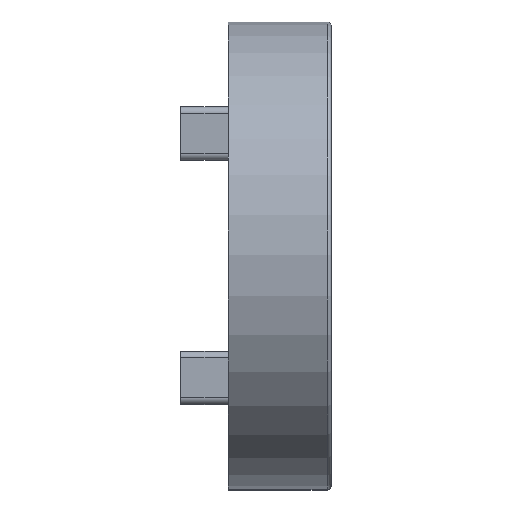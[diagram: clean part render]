
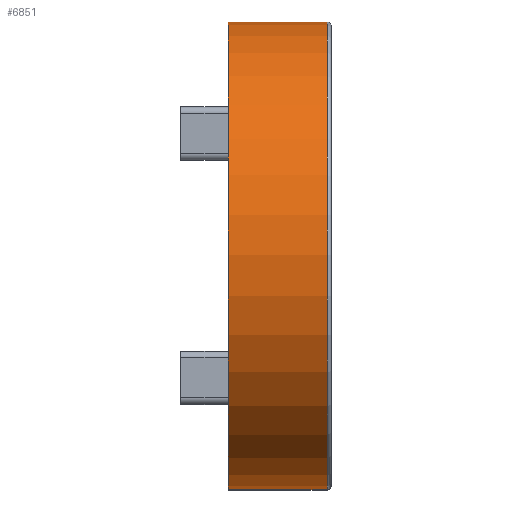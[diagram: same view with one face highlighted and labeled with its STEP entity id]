
A CAD part, top view. The second image highlights one B-rep face of the part: STEP entity #6851.
In plain terms, the highlighted cylindrical face has radius 17.25 mm (diameter 34.5 mm), a partial arc.
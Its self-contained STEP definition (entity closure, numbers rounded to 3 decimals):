
#710 = CARTESIAN_POINT ( 'NONE',  ( 7.3, 0., 20.25 ) ) ;
#741 = EDGE_CURVE ( 'NONE', #20518, #21707, #17577, .T. ) ;
#898 = AXIS2_PLACEMENT_3D ( 'NONE', #710, #17458, #942 ) ;
#942 = DIRECTION ( 'NONE',  ( 0., 0., -1. ) ) ;
#1116 = DIRECTION ( 'NONE',  ( -1., 0., 0. ) ) ;
#3116 = CIRCLE ( 'NONE', #20529, 17.25 ) ;
#3833 = EDGE_CURVE ( 'NONE', #20151, #11093, #7399, .T. ) ;
#4399 = ORIENTED_EDGE ( 'NONE', *, *, #3833, .F. ) ;
#4628 = ORIENTED_EDGE ( 'NONE', *, *, #6258, .T. ) ;
#5069 = CIRCLE ( 'NONE', #898, 17.25 ) ;
#5737 = CYLINDRICAL_SURFACE ( 'NONE', #16159, 17.25 ) ;
#5860 = ORIENTED_EDGE ( 'NONE', *, *, #741, .T. ) ;
#6220 = CARTESIAN_POINT ( 'NONE',  ( 7.3, -17.25, 20.25 ) ) ;
#6258 = EDGE_CURVE ( 'NONE', #21707, #11093, #3116, .T. ) ;
#6666 = CARTESIAN_POINT ( 'NONE',  ( 0., -17.25, 20.25 ) ) ;
#6851 = ADVANCED_FACE ( 'NONE', ( #9728 ), #5737, .T. ) ;
#7374 = DIRECTION ( 'NONE',  ( 1., 0., 0. ) ) ;
#7399 = LINE ( 'NONE', #7651, #18182 ) ;
#7651 = CARTESIAN_POINT ( 'NONE',  ( 7.6, -17.25, 20.25 ) ) ;
#9728 = FACE_OUTER_BOUND ( 'NONE', #16091, .T. ) ;
#9817 = CARTESIAN_POINT ( 'NONE',  ( 7.3, 17.25, 20.25 ) ) ;
#10837 = ORIENTED_EDGE ( 'NONE', *, *, #17141, .T. ) ;
#11093 = VERTEX_POINT ( 'NONE', #6666 ) ;
#12574 = VECTOR ( 'NONE', #1116, 1000. ) ;
#13460 = DIRECTION ( 'NONE',  ( -1., 0., 0. ) ) ;
#14292 = CARTESIAN_POINT ( 'NONE',  ( 7.6, 17.25, 20.25 ) ) ;
#15702 = DIRECTION ( 'NONE',  ( -1., 0., 0. ) ) ;
#15725 = DIRECTION ( 'NONE',  ( 0., 0., 1. ) ) ;
#16091 = EDGE_LOOP ( 'NONE', ( #4399, #10837, #5860, #4628 ) ) ;
#16159 = AXIS2_PLACEMENT_3D ( 'NONE', #20172, #13460, #15725 ) ;
#17141 = EDGE_CURVE ( 'NONE', #20151, #20518, #5069, .T. ) ;
#17352 = CARTESIAN_POINT ( 'NONE',  ( 0., 17.25, 20.25 ) ) ;
#17428 = CARTESIAN_POINT ( 'NONE',  ( 0., 0., 20.25 ) ) ;
#17458 = DIRECTION ( 'NONE',  ( -1., 0., 0. ) ) ;
#17577 = LINE ( 'NONE', #14292, #12574 ) ;
#18182 = VECTOR ( 'NONE', #15702, 1000. ) ;
#19125 = DIRECTION ( 'NONE',  ( 0., 0., -1. ) ) ;
#20151 = VERTEX_POINT ( 'NONE', #6220 ) ;
#20172 = CARTESIAN_POINT ( 'NONE',  ( 7.6, 0., 20.25 ) ) ;
#20518 = VERTEX_POINT ( 'NONE', #9817 ) ;
#20529 = AXIS2_PLACEMENT_3D ( 'NONE', #17428, #7374, #19125 ) ;
#21707 = VERTEX_POINT ( 'NONE', #17352 ) ;
